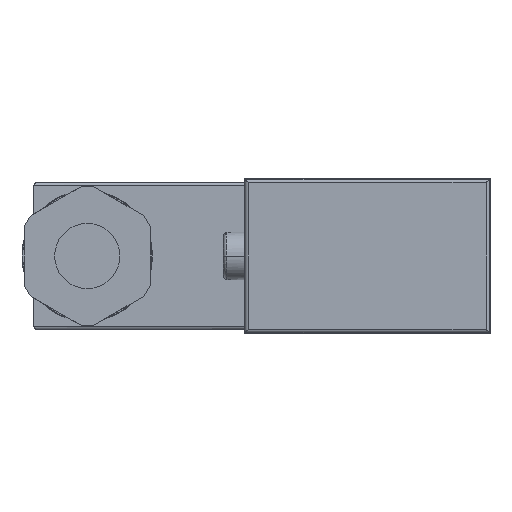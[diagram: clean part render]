
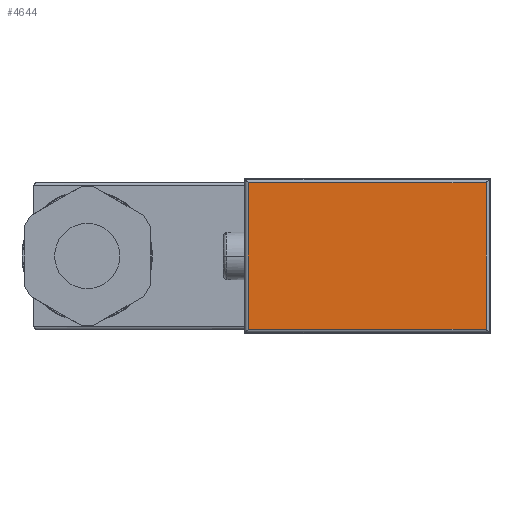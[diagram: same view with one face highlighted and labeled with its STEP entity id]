
A CAD part, left-side view. The second image highlights one B-rep face of the part: STEP entity #4644.
In plain terms, the highlighted planar face has unit normal (-1, 0, 0).
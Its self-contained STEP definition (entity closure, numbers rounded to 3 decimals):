
#157 = DIRECTION ( 'NONE',  ( 0., 0., 1. ) ) ;
#172 = VECTOR ( 'NONE', #4510, 1000. ) ;
#413 = VECTOR ( 'NONE', #1948, 1000. ) ;
#771 = ORIENTED_EDGE ( 'NONE', *, *, #1674, .T. ) ;
#1135 = CARTESIAN_POINT ( 'NONE',  ( -27.7, -16.946, 10.942 ) ) ;
#1239 = CARTESIAN_POINT ( 'NONE',  ( -27.7, -16.946, 10.446 ) ) ;
#1364 = VECTOR ( 'NONE', #2709, 1000. ) ;
#1498 = LINE ( 'NONE', #2342, #1364 ) ;
#1565 = VERTEX_POINT ( 'NONE', #4401 ) ;
#1655 = EDGE_CURVE ( 'NONE', #1565, #2044, #3483, .T. ) ;
#1674 = EDGE_CURVE ( 'NONE', #2044, #4695, #4418, .T. ) ;
#1689 = EDGE_CURVE ( 'NONE', #4695, #4234, #1498, .T. ) ;
#1726 = EDGE_CURVE ( 'NONE', #4234, #1565, #2160, .T. ) ;
#1948 = DIRECTION ( 'NONE',  ( 0., 0., 1. ) ) ;
#2044 = VERTEX_POINT ( 'NONE', #1239 ) ;
#2137 = PLANE ( 'NONE',  #2722 ) ;
#2160 = LINE ( 'NONE', #4850, #172 ) ;
#2342 = CARTESIAN_POINT ( 'NONE',  ( -27.7, 16.946, -10.942 ) ) ;
#2426 = EDGE_LOOP ( 'NONE', ( #2792, #771, #4085, #3998 ) ) ;
#2489 = DIRECTION ( 'NONE',  ( -1., 0., 0. ) ) ;
#2536 = CARTESIAN_POINT ( 'NONE',  ( -27.7, 16.946, 10.446 ) ) ;
#2676 = DIRECTION ( 'NONE',  ( 0., 1., 0. ) ) ;
#2709 = DIRECTION ( 'NONE',  ( 0., 0., -1. ) ) ;
#2722 = AXIS2_PLACEMENT_3D ( 'NONE', #3599, #2489, #157 ) ;
#2792 = ORIENTED_EDGE ( 'NONE', *, *, #1655, .T. ) ;
#3333 = CARTESIAN_POINT ( 'NONE',  ( -27.7, 16.946, -10.446 ) ) ;
#3380 = VECTOR ( 'NONE', #2676, 1000. ) ;
#3483 = LINE ( 'NONE', #1135, #413 ) ;
#3599 = CARTESIAN_POINT ( 'NONE',  ( -27.7, 0., 0. ) ) ;
#3650 = FACE_OUTER_BOUND ( 'NONE', #2426, .T. ) ;
#3998 = ORIENTED_EDGE ( 'NONE', *, *, #1726, .T. ) ;
#4085 = ORIENTED_EDGE ( 'NONE', *, *, #1689, .T. ) ;
#4234 = VERTEX_POINT ( 'NONE', #3333 ) ;
#4401 = CARTESIAN_POINT ( 'NONE',  ( -27.7, -16.946, -10.446 ) ) ;
#4418 = LINE ( 'NONE', #4812, #3380 ) ;
#4510 = DIRECTION ( 'NONE',  ( 0., -1., 0. ) ) ;
#4644 = ADVANCED_FACE ( 'NONE', ( #3650 ), #2137, .T. ) ;
#4695 = VERTEX_POINT ( 'NONE', #2536 ) ;
#4812 = CARTESIAN_POINT ( 'NONE',  ( -27.7, 17.442, 10.446 ) ) ;
#4850 = CARTESIAN_POINT ( 'NONE',  ( -27.7, -17.442, -10.446 ) ) ;
